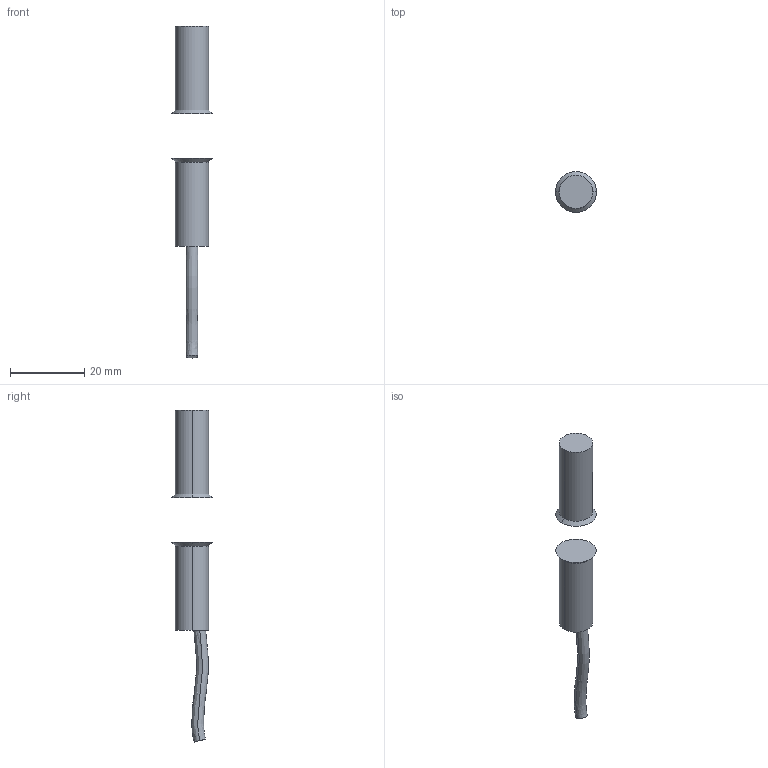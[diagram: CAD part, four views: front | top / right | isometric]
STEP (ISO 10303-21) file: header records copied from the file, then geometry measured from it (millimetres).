
FILE_DESCRIPTION (( 'STEP AP214' ), '1' );
FILE_NAME ('MS915_CLW2.step', '2021-07-29T14:41:58', ( '' ), ( '' ), 'SwSTEP 2.0', 'SolidWorks 2020', '' );
FILE_SCHEMA (( 'AUTOMOTIVE_DESIGN' ));
Length unit declared in the file: millimetre
Products named in the file (3): MS915-2; MS915-1; MS915_CLW2
Assembly tree (2 placements, depth 2):
  MS915_CLW2
    MS915-2
    MS915-1
Bounding box: 11 x 11 x 89.58 mm (x, y, z)
Volume: 3286.6 mm3; surface area: 1990.9 mm2
Topology: 2 solids, 2 shells, 15 faces, 26 edges, 16 vertices
Faces by surface type: plane 5, cone 4, cylinder 4, bspline 2
Entity records: 618 total; most frequent: CARTESIAN_POINT 218, DIRECTION 76, ORIENTED_EDGE 52, AXIS2_PLACEMENT_3D 34, EDGE_CURVE 26, CIRCLE 16, VERTEX_POINT 16, EDGE_LOOP 16
